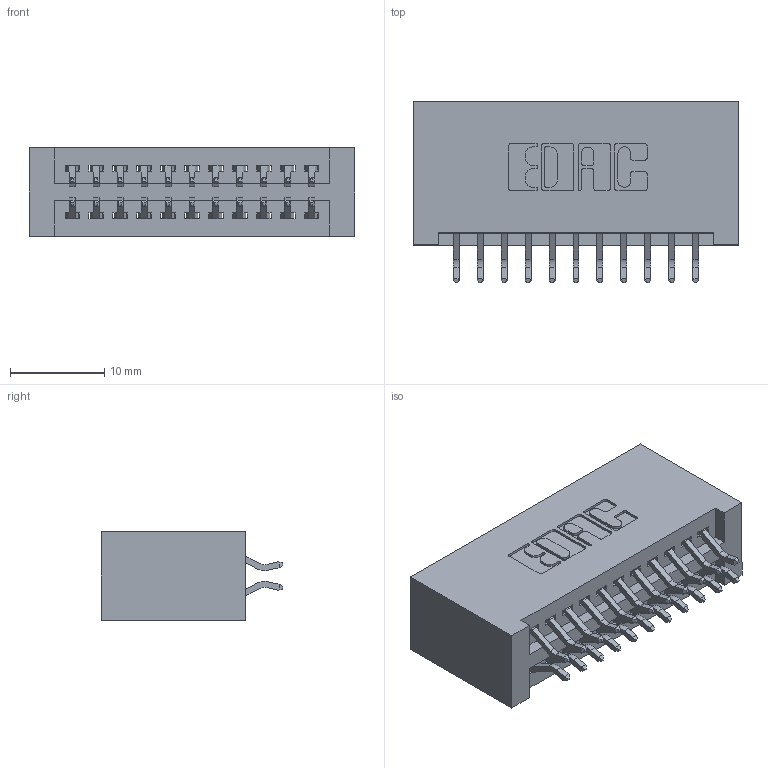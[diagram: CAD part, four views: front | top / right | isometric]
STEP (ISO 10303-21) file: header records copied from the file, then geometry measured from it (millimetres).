
FILE_DESCRIPTION (( 'STEP AP203' ), '1' );
FILE_NAME ('395-022-556-201.STEP', '2018-11-08T05:20:27', ( '' ), ( '' ), 'SwSTEP 2.0', 'SolidWorks 2016', '' );
FILE_SCHEMA (( 'CONFIG_CONTROL_DESIGN' ));
Length unit declared in the file: inch
Products named in the file (3): 345-292-001_556 Tail; 395-022-556-201; 345 Part_No Mounting Lugs
Assembly tree (23 placements, depth 2):
  395-022-556-201
    345 Part_No Mounting Lugs
    345-292-001_556 Tail  x22
Bounding box: 34.54 x 19.24 x 9.4 mm (x, y, z)
Volume: 3682.9 mm3; surface area: 5127.6 mm2
Topology: 23 solids, 23 shells, 1350 faces, 3991 edges, 2630 vertices
Faces by surface type: plane 890, cylinder 460
Entity records: 12747 total; most frequent: CARTESIAN_POINT 2180, ORIENTED_EDGE 2102, DIRECTION 1943, EDGE_CURVE 1051, LINE 875, VECTOR 875, VERTEX_POINT 698, AXIS2_PLACEMENT_3D 534
